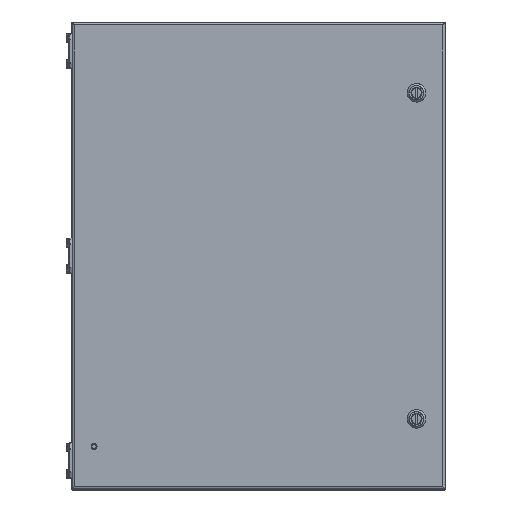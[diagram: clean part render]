
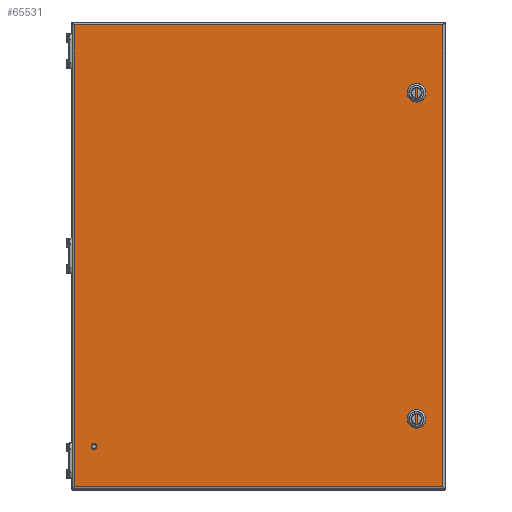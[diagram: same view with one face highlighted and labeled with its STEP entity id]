
A CAD part, top view. The second image highlights one B-rep face of the part: STEP entity #65531.
In plain terms, the highlighted planar face has unit normal (0, 0, 1).
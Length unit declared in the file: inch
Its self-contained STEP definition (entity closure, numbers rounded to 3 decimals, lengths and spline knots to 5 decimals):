
#979 = ORIENTED_EDGE ( 'NONE', *, *, #60623, .T. ) ;
#3656 = LINE ( 'NONE', #34698, #62722 ) ;
#6807 = ORIENTED_EDGE ( 'NONE', *, *, #82790, .T. ) ;
#10478 = CARTESIAN_POINT ( 'NONE',  ( 0., 9.87157, 6.18453 ) ) ;
#11016 = LINE ( 'NONE', #10478, #106377 ) ;
#12613 = DIRECTION ( 'NONE',  ( -1., 0., 0. ) ) ;
#17822 = CARTESIAN_POINT ( 'NONE',  ( 7.87089, 9.87157, 6.18453 ) ) ;
#18399 = DIRECTION ( 'NONE',  ( 0., -1., 0. ) ) ;
#21596 = CARTESIAN_POINT ( 'NONE',  ( 7.87089, -9.87157, 6.18453 ) ) ;
#26491 = DIRECTION ( 'NONE',  ( 0., 1., 0. ) ) ;
#31099 = AXIS2_PLACEMENT_3D ( 'NONE', #99723, #76910, #59008 ) ;
#34698 = CARTESIAN_POINT ( 'NONE',  ( -7.87212, 0., 6.18453 ) ) ;
#35127 = FACE_OUTER_BOUND ( 'NONE', #89391, .T. ) ;
#41630 = PLANE ( 'NONE',  #31099 ) ;
#42698 = ORIENTED_EDGE ( 'NONE', *, *, #102436, .T. ) ;
#50276 = DIRECTION ( 'NONE',  ( 1., 0., 0. ) ) ;
#52779 = VECTOR ( 'NONE', #26491, 39.37008 ) ;
#59008 = DIRECTION ( 'NONE',  ( 1., 0., 0. ) ) ;
#60050 = CARTESIAN_POINT ( 'NONE',  ( 0., -9.87157, 6.18453 ) ) ;
#60623 = EDGE_CURVE ( 'NONE', #63092, #94064, #3656, .T. ) ;
#62722 = VECTOR ( 'NONE', #18399, 39.37008 ) ;
#63092 = VERTEX_POINT ( 'NONE', #77897 ) ;
#65531 = ADVANCED_FACE ( 'NONE', ( #35127 ), #41630, .T. ) ;
#67762 = LINE ( 'NONE', #100874, #52779 ) ;
#68209 = LINE ( 'NONE', #60050, #99383 ) ;
#68988 = VERTEX_POINT ( 'NONE', #17822 ) ;
#76224 = EDGE_CURVE ( 'NONE', #68988, #63092, #11016, .T. ) ;
#76572 = VERTEX_POINT ( 'NONE', #21596 ) ;
#76910 = DIRECTION ( 'NONE',  ( 0., 0., 1. ) ) ;
#77897 = CARTESIAN_POINT ( 'NONE',  ( -7.87212, 9.87157, 6.18453 ) ) ;
#82790 = EDGE_CURVE ( 'NONE', #76572, #68988, #67762, .T. ) ;
#89391 = EDGE_LOOP ( 'NONE', ( #979, #42698, #6807, #94567 ) ) ;
#94064 = VERTEX_POINT ( 'NONE', #97755 ) ;
#94567 = ORIENTED_EDGE ( 'NONE', *, *, #76224, .T. ) ;
#97755 = CARTESIAN_POINT ( 'NONE',  ( -7.87212, -9.87157, 6.18453 ) ) ;
#99383 = VECTOR ( 'NONE', #50276, 39.37008 ) ;
#99723 = CARTESIAN_POINT ( 'NONE',  ( 0., 0., 6.18453 ) ) ;
#100874 = CARTESIAN_POINT ( 'NONE',  ( 7.87089, 0., 6.18453 ) ) ;
#102436 = EDGE_CURVE ( 'NONE', #94064, #76572, #68209, .T. ) ;
#106377 = VECTOR ( 'NONE', #12613, 39.37008 ) ;
